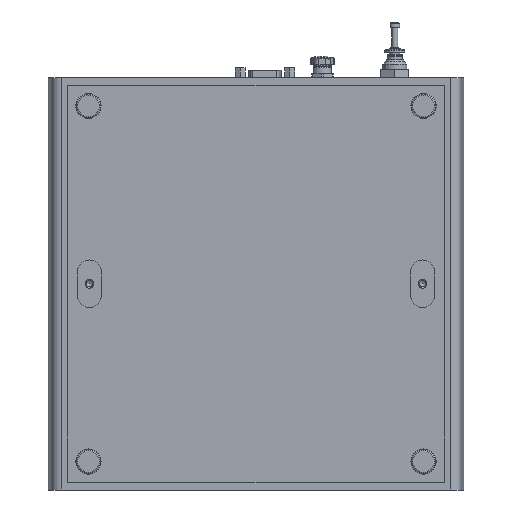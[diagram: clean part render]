
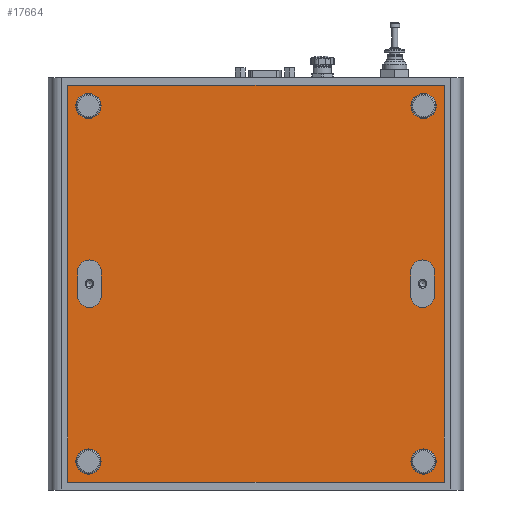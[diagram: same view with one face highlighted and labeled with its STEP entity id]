
A CAD part, front view. The second image highlights one B-rep face of the part: STEP entity #17664.
In plain terms, the highlighted planar face has unit normal (0, -1, 0).
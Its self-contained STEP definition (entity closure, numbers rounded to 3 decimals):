
#571=CIRCLE('',#18630,6.);
#572=CIRCLE('',#18631,6.);
#573=CIRCLE('',#18632,6.);
#574=CIRCLE('',#18633,6.);
#575=CIRCLE('',#18634,6.35);
#576=CIRCLE('',#18635,6.35);
#577=CIRCLE('',#18636,6.35);
#578=CIRCLE('',#18637,6.35);
#1516=ORIENTED_EDGE('',*,*,#5083,.T.);
#1517=ORIENTED_EDGE('',*,*,#5084,.T.);
#1518=ORIENTED_EDGE('',*,*,#5085,.T.);
#1519=ORIENTED_EDGE('',*,*,#5086,.T.);
#1520=ORIENTED_EDGE('',*,*,#5087,.T.);
#1521=ORIENTED_EDGE('',*,*,#5088,.T.);
#1522=ORIENTED_EDGE('',*,*,#5089,.T.);
#1523=ORIENTED_EDGE('',*,*,#5090,.T.);
#1524=ORIENTED_EDGE('',*,*,#5091,.F.);
#1525=ORIENTED_EDGE('',*,*,#5092,.F.);
#1526=ORIENTED_EDGE('',*,*,#5093,.F.);
#1527=ORIENTED_EDGE('',*,*,#5094,.F.);
#1528=ORIENTED_EDGE('',*,*,#5095,.T.);
#1529=ORIENTED_EDGE('',*,*,#5078,.F.);
#1530=ORIENTED_EDGE('',*,*,#5096,.F.);
#1531=ORIENTED_EDGE('',*,*,#5081,.T.);
#5078=EDGE_CURVE('',#6857,#6858,#8014,.T.);
#5081=EDGE_CURVE('',#6860,#6859,#8017,.T.);
#5083=EDGE_CURVE('',#6861,#6862,#571,.T.);
#5084=EDGE_CURVE('',#6862,#6863,#8019,.T.);
#5085=EDGE_CURVE('',#6863,#6864,#572,.T.);
#5086=EDGE_CURVE('',#6864,#6861,#8020,.T.);
#5087=EDGE_CURVE('',#6865,#6866,#573,.T.);
#5088=EDGE_CURVE('',#6866,#6867,#8021,.T.);
#5089=EDGE_CURVE('',#6867,#6868,#574,.T.);
#5090=EDGE_CURVE('',#6868,#6865,#8022,.T.);
#5091=EDGE_CURVE('',#6869,#6869,#575,.F.);
#5092=EDGE_CURVE('',#6870,#6870,#576,.F.);
#5093=EDGE_CURVE('',#6871,#6871,#577,.F.);
#5094=EDGE_CURVE('',#6872,#6872,#578,.F.);
#5095=EDGE_CURVE('',#6859,#6858,#8023,.T.);
#5096=EDGE_CURVE('',#6860,#6857,#8024,.T.);
#6857=VERTEX_POINT('',#24681);
#6858=VERTEX_POINT('',#24683);
#6859=VERTEX_POINT('',#24687);
#6860=VERTEX_POINT('',#24689);
#6861=VERTEX_POINT('',#24693);
#6862=VERTEX_POINT('',#24694);
#6863=VERTEX_POINT('',#24696);
#6864=VERTEX_POINT('',#24698);
#6865=VERTEX_POINT('',#24701);
#6866=VERTEX_POINT('',#24702);
#6867=VERTEX_POINT('',#24704);
#6868=VERTEX_POINT('',#24706);
#6869=VERTEX_POINT('',#24709);
#6870=VERTEX_POINT('',#24711);
#6871=VERTEX_POINT('',#24713);
#6872=VERTEX_POINT('',#24715);
#8014=LINE('',#24682,#9206);
#8017=LINE('',#24688,#9209);
#8019=LINE('',#24695,#9211);
#8020=LINE('',#24699,#9212);
#8021=LINE('',#24703,#9213);
#8022=LINE('',#24707,#9214);
#8023=LINE('',#24716,#9215);
#8024=LINE('',#24717,#9216);
#9206=VECTOR('',#20493,1000.);
#9209=VECTOR('',#20498,1000.);
#9211=VECTOR('',#20504,1000.);
#9212=VECTOR('',#20507,1000.);
#9213=VECTOR('',#20510,1000.);
#9214=VECTOR('',#20513,1000.);
#9215=VECTOR('',#20522,1000.);
#9216=VECTOR('',#20523,1000.);
#10191=EDGE_LOOP('',(#1516,#1517,#1518,#1519));
#10192=EDGE_LOOP('',(#1520,#1521,#1522,#1523));
#10193=EDGE_LOOP('',(#1524));
#10194=EDGE_LOOP('',(#1525));
#10195=EDGE_LOOP('',(#1526));
#10196=EDGE_LOOP('',(#1527));
#10197=EDGE_LOOP('',(#1528,#1529,#1530,#1531));
#11225=FACE_BOUND('',#10191,.T.);
#11226=FACE_BOUND('',#10192,.T.);
#11227=FACE_BOUND('',#10193,.T.);
#11228=FACE_BOUND('',#10194,.T.);
#11229=FACE_BOUND('',#10195,.T.);
#11230=FACE_BOUND('',#10196,.T.);
#11231=FACE_BOUND('',#10197,.T.);
#12211=PLANE('',#18629);
#17664=ADVANCED_FACE('',(#11225,#11226,#11227,#11228,#11229,#11230,#11231),
#12211,.F.);
#18629=AXIS2_PLACEMENT_3D('',#24691,#20500,#20501);
#18630=AXIS2_PLACEMENT_3D('',#24692,#20502,#20503);
#18631=AXIS2_PLACEMENT_3D('',#24697,#20505,#20506);
#18632=AXIS2_PLACEMENT_3D('',#24700,#20508,#20509);
#18633=AXIS2_PLACEMENT_3D('',#24705,#20511,#20512);
#18634=AXIS2_PLACEMENT_3D('',#24708,#20514,#20515);
#18635=AXIS2_PLACEMENT_3D('',#24710,#20516,#20517);
#18636=AXIS2_PLACEMENT_3D('',#24712,#20518,#20519);
#18637=AXIS2_PLACEMENT_3D('',#24714,#20520,#20521);
#20493=DIRECTION('',(0.,0.,1.));
#20498=DIRECTION('',(0.,0.,1.));
#20500=DIRECTION('',(0.,1.,0.));
#20501=DIRECTION('',(0.,0.,1.));
#20502=DIRECTION('',(0.,1.,0.));
#20503=DIRECTION('',(1.,0.,0.));
#20504=DIRECTION('',(0.,0.,1.));
#20505=DIRECTION('',(0.,1.,0.));
#20506=DIRECTION('',(1.,0.,0.));
#20507=DIRECTION('',(0.,0.,-1.));
#20508=DIRECTION('',(0.,1.,0.));
#20509=DIRECTION('',(1.,0.,0.));
#20510=DIRECTION('',(0.,0.,1.));
#20511=DIRECTION('',(0.,1.,0.));
#20512=DIRECTION('',(1.,0.,0.));
#20513=DIRECTION('',(0.,0.,-1.));
#20514=DIRECTION('',(0.,1.,0.));
#20515=DIRECTION('',(0.,0.,1.));
#20516=DIRECTION('',(0.,1.,0.));
#20517=DIRECTION('',(0.,0.,1.));
#20518=DIRECTION('',(0.,1.,0.));
#20519=DIRECTION('',(0.,0.,1.));
#20520=DIRECTION('',(0.,1.,0.));
#20521=DIRECTION('',(0.,0.,1.));
#20522=DIRECTION('',(-1.,0.,0.));
#20523=DIRECTION('',(-1.,0.,0.));
#24681=CARTESIAN_POINT('',(-95.,-35.5,-204.));
#24682=CARTESIAN_POINT('',(-95.,-35.5,-204.));
#24683=CARTESIAN_POINT('',(-95.,-35.5,-4.));
#24687=CARTESIAN_POINT('',(95.,-35.5,-4.));
#24688=CARTESIAN_POINT('',(95.,-35.5,-204.));
#24689=CARTESIAN_POINT('',(95.,-35.5,-204.));
#24691=CARTESIAN_POINT('',(95.,-35.5,-204.));
#24692=CARTESIAN_POINT('',(-84.,-35.5,-110.));
#24693=CARTESIAN_POINT('',(-78.,-35.5,-110.));
#24694=CARTESIAN_POINT('',(-90.,-35.5,-110.));
#24695=CARTESIAN_POINT('',(-90.,-35.5,-110.));
#24696=CARTESIAN_POINT('',(-90.,-35.5,-98.));
#24697=CARTESIAN_POINT('',(-84.,-35.5,-98.));
#24698=CARTESIAN_POINT('',(-78.,-35.5,-98.));
#24699=CARTESIAN_POINT('',(-78.,-35.5,-98.));
#24700=CARTESIAN_POINT('',(84.,-35.5,-110.));
#24701=CARTESIAN_POINT('',(90.,-35.5,-110.));
#24702=CARTESIAN_POINT('',(78.,-35.5,-110.));
#24703=CARTESIAN_POINT('',(78.,-35.5,-110.));
#24704=CARTESIAN_POINT('',(78.,-35.5,-98.));
#24705=CARTESIAN_POINT('',(84.,-35.5,-98.));
#24706=CARTESIAN_POINT('',(90.,-35.5,-98.));
#24707=CARTESIAN_POINT('',(90.,-35.5,-98.));
#24708=CARTESIAN_POINT('',(-84.5,-35.5,-193.65));
#24709=CARTESIAN_POINT('',(-84.5,-35.5,-187.3));
#24710=CARTESIAN_POINT('',(84.5,-35.5,-193.65));
#24711=CARTESIAN_POINT('',(84.5,-35.5,-187.3));
#24712=CARTESIAN_POINT('',(-84.5,-35.5,-14.35));
#24713=CARTESIAN_POINT('',(-84.5,-35.5,-8.));
#24714=CARTESIAN_POINT('',(84.5,-35.5,-14.35));
#24715=CARTESIAN_POINT('',(84.5,-35.5,-8.));
#24716=CARTESIAN_POINT('',(95.,-35.5,-4.));
#24717=CARTESIAN_POINT('',(95.,-35.5,-204.));
